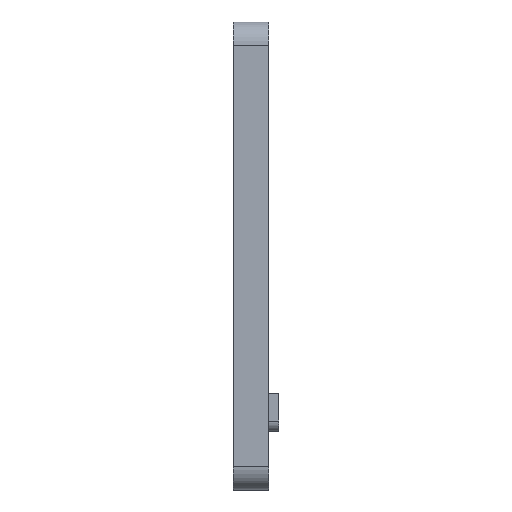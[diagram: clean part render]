
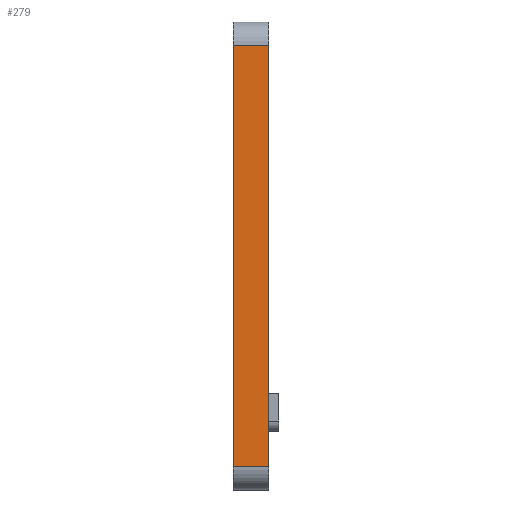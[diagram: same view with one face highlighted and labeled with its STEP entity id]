
A CAD part, left-side view. The second image highlights one B-rep face of the part: STEP entity #279.
In plain terms, the highlighted planar face has unit normal (-1, 0, 0).
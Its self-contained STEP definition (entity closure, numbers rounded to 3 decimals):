
#136 = CARTESIAN_POINT ( 'NONE',  ( -262.05, -290.176, 78.651 ) ) ;
#153 = DIRECTION ( 'NONE',  ( 1., 0., 0. ) ) ;
#213 = EDGE_LOOP ( 'NONE', ( #1736, #1624, #814, #1192 ) ) ;
#239 = EDGE_CURVE ( 'NONE', #2104, #1563, #1179, .T. ) ;
#279 = ADVANCED_FACE ( 'NONE', ( #493 ), #680, .F. ) ;
#321 = CARTESIAN_POINT ( 'NONE',  ( -262.05, -113.909, 0. ) ) ;
#336 = EDGE_CURVE ( 'NONE', #2104, #1303, #1204, .T. ) ;
#349 = CARTESIAN_POINT ( 'NONE',  ( -262.05, -290.176, 0. ) ) ;
#491 = VECTOR ( 'NONE', #523, 1000. ) ;
#493 = FACE_OUTER_BOUND ( 'NONE', #213, .T. ) ;
#523 = DIRECTION ( 'NONE',  ( 0., 0., -1. ) ) ;
#589 = VECTOR ( 'NONE', #1870, 1000. ) ;
#660 = CARTESIAN_POINT ( 'NONE',  ( -262.05, -120.909, 0. ) ) ;
#680 = PLANE ( 'NONE',  #2183 ) ;
#753 = VECTOR ( 'NONE', #819, 1000. ) ;
#814 = ORIENTED_EDGE ( 'NONE', *, *, #1129, .T. ) ;
#819 = DIRECTION ( 'NONE',  ( 0., 1., 0. ) ) ;
#1022 = CARTESIAN_POINT ( 'NONE',  ( -262.05, -290.176, -4.349 ) ) ;
#1030 = CARTESIAN_POINT ( 'NONE',  ( -262.05, -120.909, 78.651 ) ) ;
#1129 = EDGE_CURVE ( 'NONE', #1563, #1751, #1859, .T. ) ;
#1179 = LINE ( 'NONE', #136, #753 ) ;
#1192 = ORIENTED_EDGE ( 'NONE', *, *, #2165, .F. ) ;
#1204 = LINE ( 'NONE', #660, #491 ) ;
#1303 = VERTEX_POINT ( 'NONE', #2132 ) ;
#1358 = DIRECTION ( 'NONE',  ( 0., 1., 0. ) ) ;
#1366 = VECTOR ( 'NONE', #2177, 1000. ) ;
#1406 = CARTESIAN_POINT ( 'NONE',  ( -262.05, -113.909, 78.651 ) ) ;
#1559 = CARTESIAN_POINT ( 'NONE',  ( -262.05, -113.909, -4.349 ) ) ;
#1563 = VERTEX_POINT ( 'NONE', #1406 ) ;
#1624 = ORIENTED_EDGE ( 'NONE', *, *, #239, .T. ) ;
#1694 = LINE ( 'NONE', #1022, #1366 ) ;
#1736 = ORIENTED_EDGE ( 'NONE', *, *, #336, .F. ) ;
#1751 = VERTEX_POINT ( 'NONE', #1559 ) ;
#1859 = LINE ( 'NONE', #321, #589 ) ;
#1870 = DIRECTION ( 'NONE',  ( 0., 0., -1. ) ) ;
#2104 = VERTEX_POINT ( 'NONE', #1030 ) ;
#2132 = CARTESIAN_POINT ( 'NONE',  ( -262.05, -120.909, -4.349 ) ) ;
#2165 = EDGE_CURVE ( 'NONE', #1303, #1751, #1694, .T. ) ;
#2177 = DIRECTION ( 'NONE',  ( 0., 1., 0. ) ) ;
#2183 = AXIS2_PLACEMENT_3D ( 'NONE', #349, #153, #1358 ) ;
